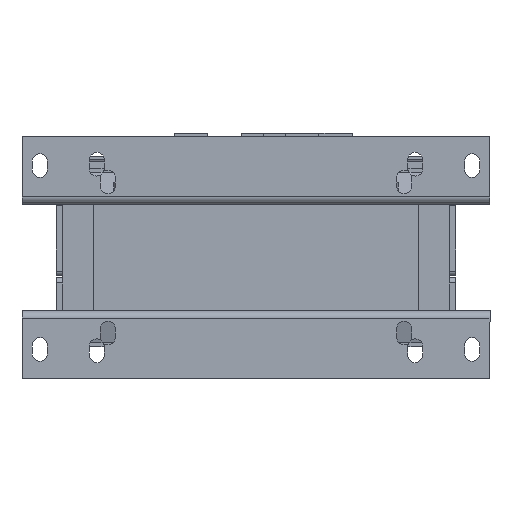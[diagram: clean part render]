
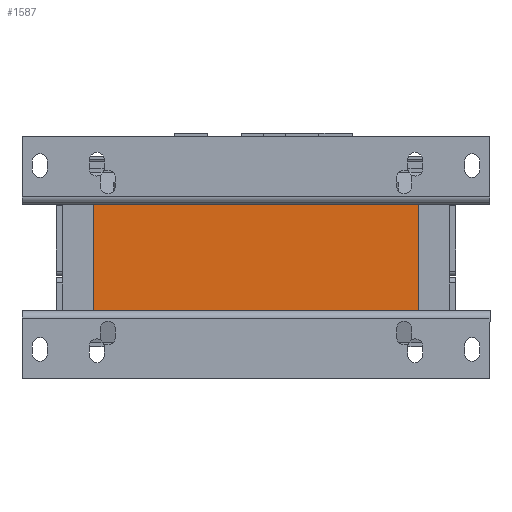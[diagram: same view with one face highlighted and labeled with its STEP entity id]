
A CAD part, front view. The second image highlights one B-rep face of the part: STEP entity #1587.
In plain terms, the highlighted planar face has unit normal (0, -1, 0).
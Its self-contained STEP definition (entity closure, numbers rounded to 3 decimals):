
#22 = EDGE_LOOP ( 'NONE', ( #10378, #2800, #18249, #16020 ) ) ;
#800 = EDGE_CURVE ( 'NONE', #12670, #5723, #7351, .T. ) ;
#1448 = DIRECTION ( 'NONE',  ( 0., 0., -1. ) ) ;
#1587 = ADVANCED_FACE ( 'NONE', ( #16138 ), #19068, .F. ) ;
#2423 = DIRECTION ( 'NONE',  ( 0., 0., 1. ) ) ;
#2442 = EDGE_CURVE ( 'NONE', #11328, #5723, #13523, .T. ) ;
#2800 = ORIENTED_EDGE ( 'NONE', *, *, #800, .F. ) ;
#3185 = DIRECTION ( 'NONE',  ( 1., 0., 0. ) ) ;
#3241 = VECTOR ( 'NONE', #8132, 1000. ) ;
#4002 = VECTOR ( 'NONE', #1448, 1000. ) ;
#5269 = LINE ( 'NONE', #5873, #10279 ) ;
#5355 = EDGE_CURVE ( 'NONE', #16372, #11328, #5269, .T. ) ;
#5723 = VERTEX_POINT ( 'NONE', #16241 ) ;
#5873 = CARTESIAN_POINT ( 'NONE',  ( -110., -110.001, 36. ) ) ;
#7351 = LINE ( 'NONE', #10715, #4002 ) ;
#8132 = DIRECTION ( 'NONE',  ( 1., 0., 0. ) ) ;
#9079 = DIRECTION ( 'NONE',  ( 0., 0., -1. ) ) ;
#9941 = CARTESIAN_POINT ( 'NONE',  ( -110., -110.001, 36. ) ) ;
#10279 = VECTOR ( 'NONE', #9079, 1000. ) ;
#10378 = ORIENTED_EDGE ( 'NONE', *, *, #2442, .T. ) ;
#10715 = CARTESIAN_POINT ( 'NONE',  ( 110., -110.001, 36. ) ) ;
#10901 = LINE ( 'NONE', #13810, #17822 ) ;
#11328 = VERTEX_POINT ( 'NONE', #13990 ) ;
#11549 = CARTESIAN_POINT ( 'NONE',  ( 110., -110.001, 36. ) ) ;
#12670 = VERTEX_POINT ( 'NONE', #11549 ) ;
#12966 = DIRECTION ( 'NONE',  ( 0., 1., 0. ) ) ;
#13523 = LINE ( 'NONE', #19109, #3241 ) ;
#13810 = CARTESIAN_POINT ( 'NONE',  ( -110., -110.001, 36. ) ) ;
#13990 = CARTESIAN_POINT ( 'NONE',  ( -110., -110.001, -36. ) ) ;
#16020 = ORIENTED_EDGE ( 'NONE', *, *, #5355, .T. ) ;
#16138 = FACE_OUTER_BOUND ( 'NONE', #22, .T. ) ;
#16241 = CARTESIAN_POINT ( 'NONE',  ( 110., -110.001, -36. ) ) ;
#16372 = VERTEX_POINT ( 'NONE', #19395 ) ;
#17324 = AXIS2_PLACEMENT_3D ( 'NONE', #9941, #12966, #2423 ) ;
#17822 = VECTOR ( 'NONE', #3185, 1000. ) ;
#18249 = ORIENTED_EDGE ( 'NONE', *, *, #18302, .F. ) ;
#18302 = EDGE_CURVE ( 'NONE', #16372, #12670, #10901, .T. ) ;
#19068 = PLANE ( 'NONE',  #17324 ) ;
#19109 = CARTESIAN_POINT ( 'NONE',  ( -110., -110.001, -36. ) ) ;
#19395 = CARTESIAN_POINT ( 'NONE',  ( -110., -110.001, 36. ) ) ;
